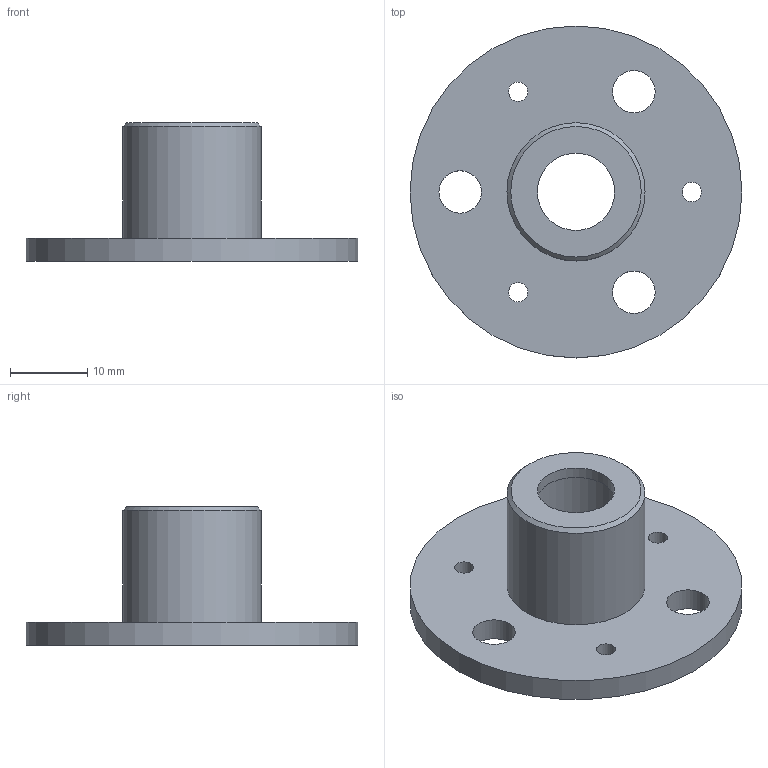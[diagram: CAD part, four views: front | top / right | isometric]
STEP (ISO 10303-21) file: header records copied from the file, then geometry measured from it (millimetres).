
FILE_DESCRIPTION(('FreeCAD Model'),'2;1');
FILE_NAME('hub_clutch.step','2018-09-01T12:42:36',('Author'),(''), 'Open CASCADE STEP processor 7.2','FreeCAD','Unknown');
FILE_SCHEMA(('AUTOMOTIVE_DESIGN { 1 0 10303 214 1 1 1 1 }'));
Length unit declared in the file: millimetre
Products named in the file (1): PolarPattern001
Bounding box: 43 x 43 x 18 mm (x, y, z)
Volume: 5874.3 mm3; surface area: 4692.2 mm2
Topology: 1 solids, 1 shells, 16 faces, 34 edges, 22 vertices
Faces by surface type: cylinder 10, plane 4, cone 2
Full cylindrical faces by diameter (mm): 2.5 x3, 5.5 x3, 10.01 x1, 12.01 x1, 17.9 x1, 43 x1
Entity records: 935 total; most frequent: DIRECTION 158, CARTESIAN_POINT 141, ORIENTED_EDGE 68, PCURVE 68, DEFINITIONAL_REPRESENTATION 68, LINE 60, VECTOR 60, CIRCLE 42
